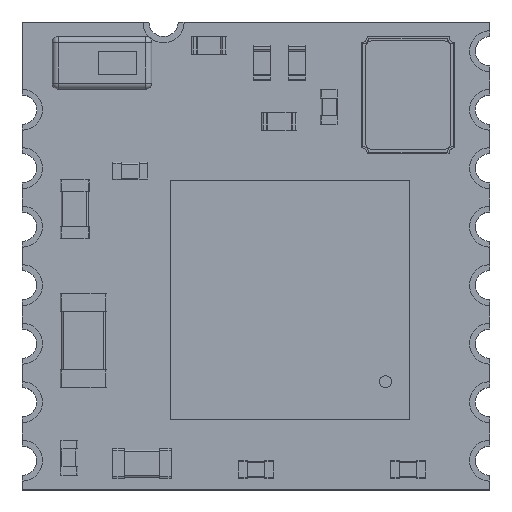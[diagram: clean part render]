
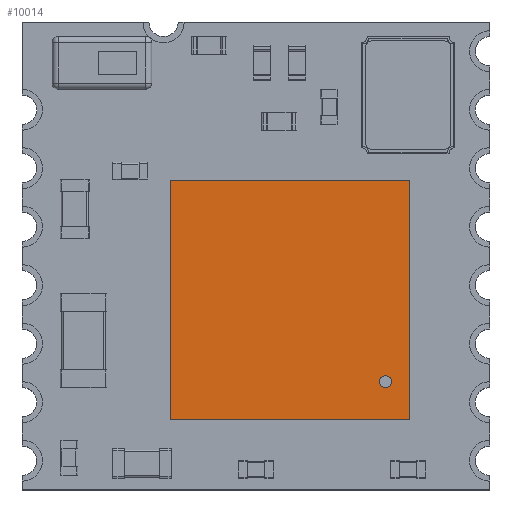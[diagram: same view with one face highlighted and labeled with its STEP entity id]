
A CAD part, top view. The second image highlights one B-rep face of the part: STEP entity #10014.
In plain terms, the highlighted planar face has unit normal (0, 0, 1).
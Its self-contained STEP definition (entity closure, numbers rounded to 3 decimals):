
#1106=FACE_OUTER_BOUND('',#1670,.T.);
#1670=EDGE_LOOP('',(#7271,#7272,#7273,#7274));
#2325=LINE('',#14742,#3471);
#2329=LINE('',#14749,#3475);
#2332=LINE('',#14755,#3478);
#2334=LINE('',#14758,#3480);
#3471=VECTOR('',#11969,4.089);
#3475=VECTOR('',#11975,4.089);
#3478=VECTOR('',#11980,4.089);
#3480=VECTOR('',#11984,4.089);
#4595=VERTEX_POINT('',#14739);
#4596=VERTEX_POINT('',#14741);
#4598=VERTEX_POINT('',#14747);
#4600=VERTEX_POINT('',#14753);
#5603=EDGE_CURVE('',#4596,#4595,#2325,.T.);
#5607=EDGE_CURVE('',#4595,#4598,#2329,.T.);
#5610=EDGE_CURVE('',#4598,#4600,#2332,.T.);
#5612=EDGE_CURVE('',#4600,#4596,#2334,.T.);
#7271=ORIENTED_EDGE('',*,*,#5603,.T.);
#7272=ORIENTED_EDGE('',*,*,#5607,.T.);
#7273=ORIENTED_EDGE('',*,*,#5610,.T.);
#7274=ORIENTED_EDGE('',*,*,#5612,.T.);
#9533=PLANE('',#10772);
#10014=ADVANCED_FACE('',(#1106),#9533,.T.);
#10772=AXIS2_PLACEMENT_3D('',#14760,#11987,#11988);
#11969=DIRECTION('',(1.,0.,0.));
#11975=DIRECTION('',(0.,1.,0.));
#11980=DIRECTION('',(-1.,0.,0.));
#11984=DIRECTION('',(0.,-1.,0.));
#11987=DIRECTION('center_axis',(0.,0.,1.));
#11988=DIRECTION('ref_axis',(0.,1.,0.));
#14739=CARTESIAN_POINT('',(2.045,-2.045,0.889));
#14741=CARTESIAN_POINT('',(-2.045,-2.045,0.889));
#14742=CARTESIAN_POINT('',(-2.045,-2.045,0.889));
#14747=CARTESIAN_POINT('',(2.045,2.045,0.889));
#14749=CARTESIAN_POINT('',(2.045,-2.045,0.889));
#14753=CARTESIAN_POINT('',(-2.045,2.045,0.889));
#14755=CARTESIAN_POINT('',(2.045,2.045,0.889));
#14758=CARTESIAN_POINT('',(-2.045,2.045,0.889));
#14760=CARTESIAN_POINT('Origin',(-2.045,-2.045,0.889));
